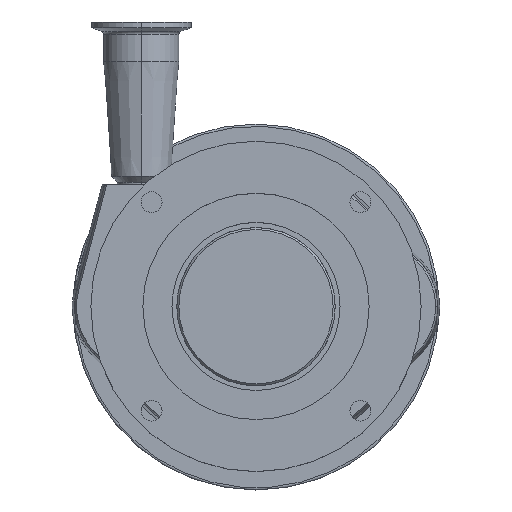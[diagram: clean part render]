
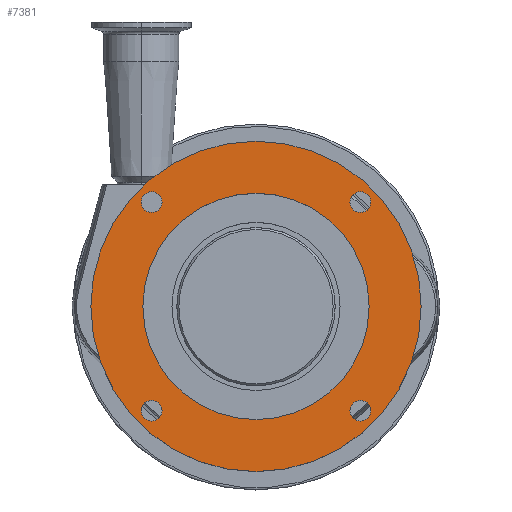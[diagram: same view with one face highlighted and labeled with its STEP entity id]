
A CAD part, top view. The second image highlights one B-rep face of the part: STEP entity #7381.
In plain terms, the highlighted planar face has unit normal (0, 0, 1).
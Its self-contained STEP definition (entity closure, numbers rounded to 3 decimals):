
#75 = CARTESIAN_POINT ( 'NONE',  ( 52.759, -52.759, -5.5 ) ) ;
#368 = EDGE_CURVE ( 'NONE', #3979, #5839, #7183, .T. ) ;
#487 = DIRECTION ( 'NONE',  ( 0., 0., 1. ) ) ;
#574 = EDGE_CURVE ( 'NONE', #2374, #4217, #7201, .T. ) ;
#624 = AXIS2_PLACEMENT_3D ( 'NONE', #2981, #487, #4758 ) ;
#706 = EDGE_LOOP ( 'NONE', ( #6696, #6361 ) ) ;
#762 = CARTESIAN_POINT ( 'NONE',  ( -52.759, 52.759, -5.5 ) ) ;
#806 = EDGE_CURVE ( 'NONE', #2187, #1735, #3739, .T. ) ;
#810 = DIRECTION ( 'NONE',  ( 1., 0., 0. ) ) ;
#847 = EDGE_CURVE ( 'NONE', #7602, #6035, #6349, .T. ) ;
#852 = DIRECTION ( 'NONE',  ( 0., 0., 1. ) ) ;
#891 = ORIENTED_EDGE ( 'NONE', *, *, #1285, .F. ) ;
#934 = DIRECTION ( 'NONE',  ( 0., 0., 1. ) ) ;
#937 = CIRCLE ( 'NONE', #6767, 57.2 ) ;
#1172 = FACE_BOUND ( 'NONE', #1911, .T. ) ;
#1215 = CARTESIAN_POINT ( 'NONE',  ( 0., 0., -5.5 ) ) ;
#1239 = DIRECTION ( 'NONE',  ( 1., 0., 0. ) ) ;
#1285 = EDGE_CURVE ( 'NONE', #1585, #1508, #4108, .T. ) ;
#1367 = DIRECTION ( 'NONE',  ( 0., 0., 1. ) ) ;
#1439 = CARTESIAN_POINT ( 'NONE',  ( 0., 0., -5.5 ) ) ;
#1440 = AXIS2_PLACEMENT_3D ( 'NONE', #3233, #1523, #5059 ) ;
#1508 = VERTEX_POINT ( 'NONE', #4452 ) ;
#1523 = DIRECTION ( 'NONE',  ( 0., 0., 1. ) ) ;
#1585 = VERTEX_POINT ( 'NONE', #2782 ) ;
#1693 = FACE_BOUND ( 'NONE', #706, .T. ) ;
#1730 = DIRECTION ( 'NONE',  ( 0., 0., 1. ) ) ;
#1735 = VERTEX_POINT ( 'NONE', #3310 ) ;
#1824 = CIRCLE ( 'NONE', #6790, 83.5 ) ;
#1911 = EDGE_LOOP ( 'NONE', ( #2771, #891 ) ) ;
#1939 = CARTESIAN_POINT ( 'NONE',  ( -52.759, 52.759, -5.5 ) ) ;
#1958 = DIRECTION ( 'NONE',  ( 0., 0., 1. ) ) ;
#1985 = CARTESIAN_POINT ( 'NONE',  ( 52.759, -52.759, -5.5 ) ) ;
#1996 = CARTESIAN_POINT ( 'NONE',  ( -52.759, -52.759, -5.5 ) ) ;
#2018 = CARTESIAN_POINT ( 'NONE',  ( -52.759, -52.759, -5.5 ) ) ;
#2034 = DIRECTION ( 'NONE',  ( 1., 0., 0. ) ) ;
#2048 = CIRCLE ( 'NONE', #3918, 5.25 ) ;
#2062 = CIRCLE ( 'NONE', #1440, 5.25 ) ;
#2126 = AXIS2_PLACEMENT_3D ( 'NONE', #6742, #1958, #4865 ) ;
#2187 = VERTEX_POINT ( 'NONE', #4016 ) ;
#2274 = DIRECTION ( 'NONE',  ( 0., 0., 1. ) ) ;
#2289 = AXIS2_PLACEMENT_3D ( 'NONE', #1985, #4349, #810 ) ;
#2374 = VERTEX_POINT ( 'NONE', #6726 ) ;
#2381 = ORIENTED_EDGE ( 'NONE', *, *, #574, .F. ) ;
#2578 = DIRECTION ( 'NONE',  ( 1., 0., 0. ) ) ;
#2631 = EDGE_LOOP ( 'NONE', ( #5045, #3372 ) ) ;
#2642 = DIRECTION ( 'NONE',  ( 1., 0., 0. ) ) ;
#2705 = VERTEX_POINT ( 'NONE', #5383 ) ;
#2719 = ORIENTED_EDGE ( 'NONE', *, *, #806, .F. ) ;
#2725 = DIRECTION ( 'NONE',  ( 1., 0., 0. ) ) ;
#2771 = ORIENTED_EDGE ( 'NONE', *, *, #4517, .F. ) ;
#2782 = CARTESIAN_POINT ( 'NONE',  ( -58.009, 52.759, -5.5 ) ) ;
#2928 = CIRCLE ( 'NONE', #2289, 5.25 ) ;
#2971 = PLANE ( 'NONE',  #7677 ) ;
#2981 = CARTESIAN_POINT ( 'NONE',  ( 52.759, 52.759, -5.5 ) ) ;
#3015 = CARTESIAN_POINT ( 'NONE',  ( 57.2, 0., -5.5 ) ) ;
#3233 = CARTESIAN_POINT ( 'NONE',  ( 52.759, 52.759, -5.5 ) ) ;
#3302 = VERTEX_POINT ( 'NONE', #6210 ) ;
#3310 = CARTESIAN_POINT ( 'NONE',  ( 47.509, 52.759, -5.5 ) ) ;
#3372 = ORIENTED_EDGE ( 'NONE', *, *, #4561, .T. ) ;
#3680 = ORIENTED_EDGE ( 'NONE', *, *, #5654, .F. ) ;
#3735 = CARTESIAN_POINT ( 'NONE',  ( 58.009, -52.759, -5.5 ) ) ;
#3739 = CIRCLE ( 'NONE', #624, 5.25 ) ;
#3918 = AXIS2_PLACEMENT_3D ( 'NONE', #762, #934, #2725 ) ;
#3979 = VERTEX_POINT ( 'NONE', #7620 ) ;
#4016 = CARTESIAN_POINT ( 'NONE',  ( 58.009, 52.759, -5.5 ) ) ;
#4108 = CIRCLE ( 'NONE', #7083, 5.25 ) ;
#4135 = EDGE_LOOP ( 'NONE', ( #3680, #2381 ) ) ;
#4217 = VERTEX_POINT ( 'NONE', #7303 ) ;
#4288 = EDGE_CURVE ( 'NONE', #5839, #3979, #2928, .T. ) ;
#4334 = EDGE_LOOP ( 'NONE', ( #2719, #6537 ) ) ;
#4349 = DIRECTION ( 'NONE',  ( 0., 0., 1. ) ) ;
#4387 = DIRECTION ( 'NONE',  ( 0., 0., 1. ) ) ;
#4403 = CIRCLE ( 'NONE', #4890, 5.25 ) ;
#4452 = CARTESIAN_POINT ( 'NONE',  ( -47.509, 52.759, -5.5 ) ) ;
#4477 = AXIS2_PLACEMENT_3D ( 'NONE', #2018, #4387, #6764 ) ;
#4517 = EDGE_CURVE ( 'NONE', #1508, #1585, #2048, .T. ) ;
#4561 = EDGE_CURVE ( 'NONE', #3302, #2705, #6395, .T. ) ;
#4706 = FACE_BOUND ( 'NONE', #5080, .T. ) ;
#4758 = DIRECTION ( 'NONE',  ( 1., 0., 0. ) ) ;
#4865 = DIRECTION ( 'NONE',  ( 1., 0., 0. ) ) ;
#4876 = ORIENTED_EDGE ( 'NONE', *, *, #4288, .F. ) ;
#4890 = AXIS2_PLACEMENT_3D ( 'NONE', #1996, #6105, #2578 ) ;
#4959 = DIRECTION ( 'NONE',  ( 0., 0., 1. ) ) ;
#5045 = ORIENTED_EDGE ( 'NONE', *, *, #7157, .T. ) ;
#5059 = DIRECTION ( 'NONE',  ( 1., 0., 0. ) ) ;
#5080 = EDGE_LOOP ( 'NONE', ( #4876, #5310 ) ) ;
#5159 = AXIS2_PLACEMENT_3D ( 'NONE', #1439, #852, #2642 ) ;
#5310 = ORIENTED_EDGE ( 'NONE', *, *, #368, .F. ) ;
#5383 = CARTESIAN_POINT ( 'NONE',  ( 83.5, 0., -5.5 ) ) ;
#5642 = EDGE_CURVE ( 'NONE', #6035, #7602, #937, .T. ) ;
#5654 = EDGE_CURVE ( 'NONE', #4217, #2374, #4403, .T. ) ;
#5839 = VERTEX_POINT ( 'NONE', #3735 ) ;
#6035 = VERTEX_POINT ( 'NONE', #7658 ) ;
#6105 = DIRECTION ( 'NONE',  ( 0., 0., 1. ) ) ;
#6210 = CARTESIAN_POINT ( 'NONE',  ( -83.5, 0., -5.5 ) ) ;
#6322 = AXIS2_PLACEMENT_3D ( 'NONE', #75, #6572, #1239 ) ;
#6349 = CIRCLE ( 'NONE', #2126, 57.2 ) ;
#6361 = ORIENTED_EDGE ( 'NONE', *, *, #5642, .F. ) ;
#6395 = CIRCLE ( 'NONE', #5159, 83.5 ) ;
#6408 = DIRECTION ( 'NONE',  ( 1., 0., 0. ) ) ;
#6427 = FACE_BOUND ( 'NONE', #4135, .T. ) ;
#6473 = CARTESIAN_POINT ( 'NONE',  ( 0., 0., -5.5 ) ) ;
#6494 = EDGE_CURVE ( 'NONE', #1735, #2187, #2062, .T. ) ;
#6504 = FACE_BOUND ( 'NONE', #4334, .T. ) ;
#6537 = ORIENTED_EDGE ( 'NONE', *, *, #6494, .F. ) ;
#6572 = DIRECTION ( 'NONE',  ( 0., 0., 1. ) ) ;
#6696 = ORIENTED_EDGE ( 'NONE', *, *, #847, .F. ) ;
#6726 = CARTESIAN_POINT ( 'NONE',  ( -58.009, -52.759, -5.5 ) ) ;
#6742 = CARTESIAN_POINT ( 'NONE',  ( 0., 0., -5.5 ) ) ;
#6764 = DIRECTION ( 'NONE',  ( 1., 0., 0. ) ) ;
#6767 = AXIS2_PLACEMENT_3D ( 'NONE', #6473, #1367, #2034 ) ;
#6790 = AXIS2_PLACEMENT_3D ( 'NONE', #7102, #2274, #6408 ) ;
#7012 = FACE_OUTER_BOUND ( 'NONE', #2631, .T. ) ;
#7082 = DIRECTION ( 'NONE',  ( 1., 0., 0. ) ) ;
#7083 = AXIS2_PLACEMENT_3D ( 'NONE', #1939, #4959, #7340 ) ;
#7102 = CARTESIAN_POINT ( 'NONE',  ( 0., 0., -5.5 ) ) ;
#7157 = EDGE_CURVE ( 'NONE', #2705, #3302, #1824, .T. ) ;
#7183 = CIRCLE ( 'NONE', #6322, 5.25 ) ;
#7201 = CIRCLE ( 'NONE', #4477, 5.25 ) ;
#7303 = CARTESIAN_POINT ( 'NONE',  ( -47.509, -52.759, -5.5 ) ) ;
#7340 = DIRECTION ( 'NONE',  ( 1., 0., 0. ) ) ;
#7381 = ADVANCED_FACE ( 'NONE', ( #1172, #6427, #4706, #6504, #7012, #1693 ), #2971, .T. ) ;
#7602 = VERTEX_POINT ( 'NONE', #3015 ) ;
#7620 = CARTESIAN_POINT ( 'NONE',  ( 47.509, -52.759, -5.5 ) ) ;
#7658 = CARTESIAN_POINT ( 'NONE',  ( -57.2, 0., -5.5 ) ) ;
#7677 = AXIS2_PLACEMENT_3D ( 'NONE', #1215, #1730, #7082 ) ;
